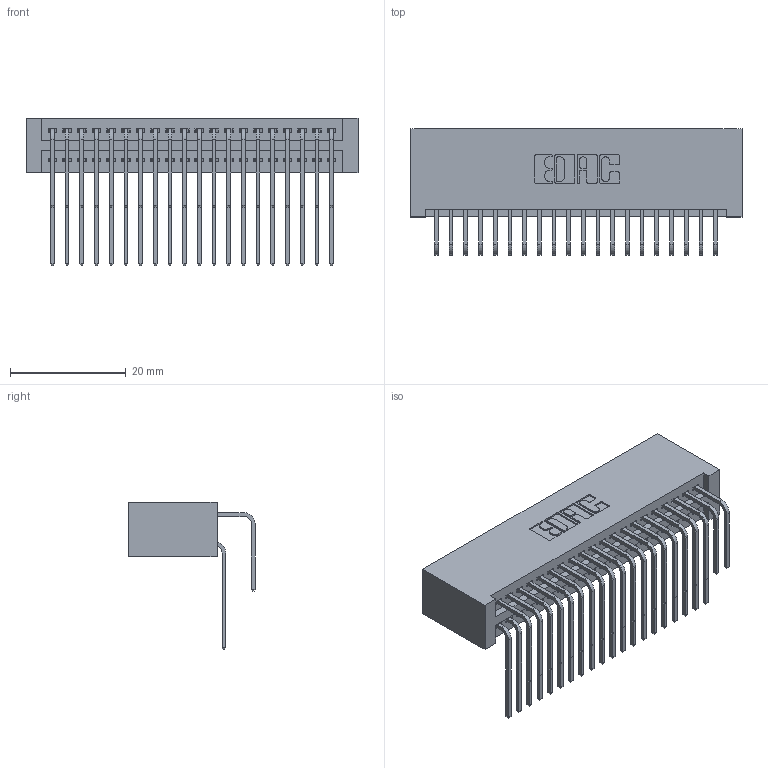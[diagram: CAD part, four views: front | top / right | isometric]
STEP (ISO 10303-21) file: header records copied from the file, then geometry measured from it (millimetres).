
FILE_DESCRIPTION (( 'STEP AP203' ), '1' );
FILE_NAME ('345-040-558-201.STEP', '2018-09-05T05:15:44', ( '' ), ( '' ), 'SwSTEP 2.0', 'SolidWorks 2016', '' );
FILE_SCHEMA (( 'CONFIG_CONTROL_DESIGN' ));
Length unit declared in the file: inch
Products named in the file (4): 345 Part_No Mounting Lugs; 345-292-001_558 559 Tail - 1; 345-292-001_558 Tail - 2; 345-040-558-201
Assembly tree (41 placements, depth 2):
  345-040-558-201
    345 Part_No Mounting Lugs
    345-292-001_558 559 Tail - 1  x20
    345-292-001_558 Tail - 2  x20
Bounding box: 57.4 x 21.83 x 25.53 mm (x, y, z)
Volume: 6218.7 mm3; surface area: 10154.6 mm2
Topology: 41 solids, 41 shells, 2198 faces, 6517 edges, 4290 vertices
Faces by surface type: plane 1476, cylinder 722
Entity records: 20029 total; most frequent: CARTESIAN_POINT 3423, ORIENTED_EDGE 3306, DIRECTION 3013, EDGE_CURVE 1653, VECTOR 1409, LINE 1409, VERTEX_POINT 1098, AXIS2_PLACEMENT_3D 802
